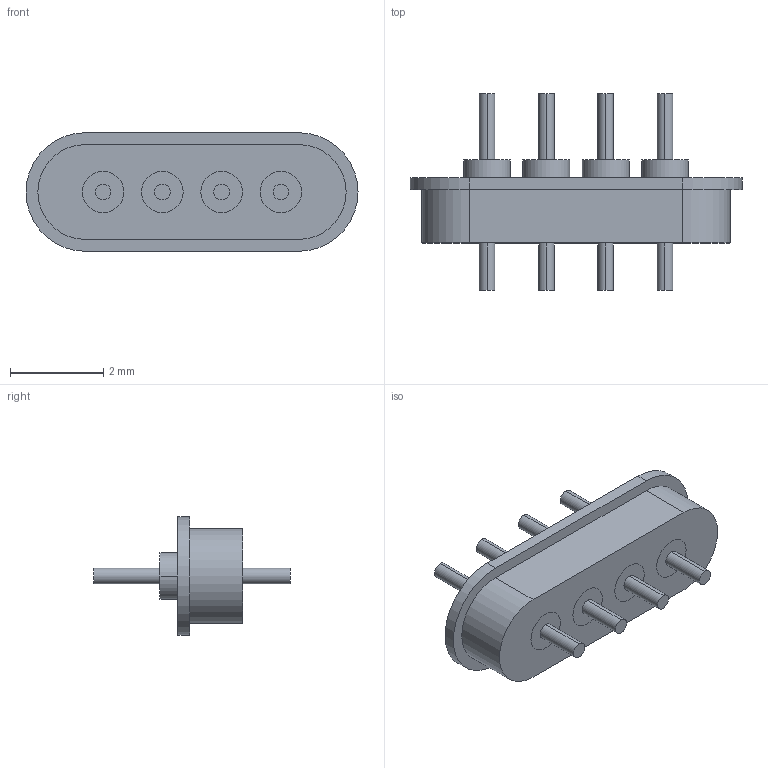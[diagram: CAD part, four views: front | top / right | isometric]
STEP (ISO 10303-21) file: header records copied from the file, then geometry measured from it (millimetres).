
FILE_DESCRIPTION (( 'STEP AP214' ), '1' );
FILE_NAME ('95021-1.STEP', '2024-01-08T18:27:50', ( '' ), ( '' ), 'SwSTEP 2.0', 'SolidWorks 2020', '' );
FILE_SCHEMA (( 'AUTOMOTIVE_DESIGN' ));
Length unit declared in the file: inch
Products named in the file (1): 95021-1
Bounding box: 7.11 x 4.22 x 2.54 mm (x, y, z)
Volume: 20.6 mm3; surface area: 70.6 mm2
Topology: 1 solids, 1 shells, 51 faces, 104 edges, 72 vertices
Faces by surface type: cylinder 28, plane 23
Entity records: 2089 total; most frequent: DIRECTION 272, CARTESIAN_POINT 228, ORIENTED_EDGE 208, AXIS2_PLACEMENT_3D 116, EDGE_CURVE 104, VERTEX_POINT 72, EDGE_LOOP 68, CIRCLE 64
